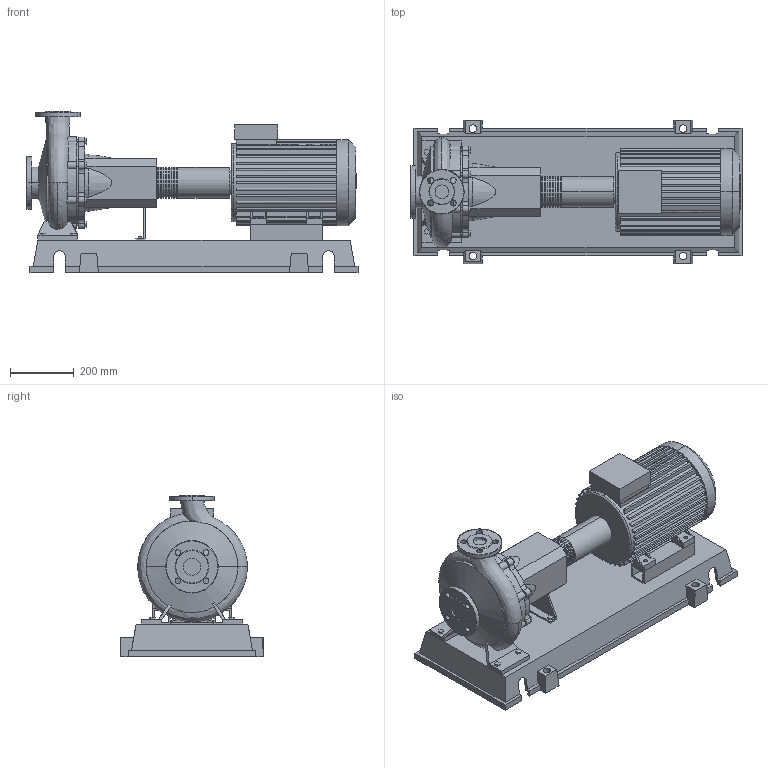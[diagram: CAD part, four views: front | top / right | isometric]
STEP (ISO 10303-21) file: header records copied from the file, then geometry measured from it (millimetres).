
FILE_DESCRIPTION((''),'2;1');
FILE_NAME('3d_NL32_250-7.5-2-12-4108933.stp','2015-03-02T14:58:11',(''),(''),'Mechanical Desktop 2009','Mechanical Desktop 2009',', , ');
FILE_SCHEMA(('CONFIG_CONTROL_DESIGN'));
Length unit declared in the file: millimetre
Products named in the file (1): Product
Bounding box: 1042.5 x 450 x 508 mm (x, y, z)
Volume: 46258814.1 mm3; surface area: 3090674.1 mm2
Topology: 13 solids, 13 shells, 851 faces, 2262 edges, 1493 vertices
Faces by surface type: plane 436, cylinder 211, bspline 182, cone 12, torus 10
Entity records: 30615 total; most frequent: CARTESIAN_POINT 9439, ORIENTED_EDGE 4526, DIRECTION 4159, EDGE_CURVE 2263, VERTEX_POINT 1492, VECTOR 1447, LINE 1447, AXIS2_PLACEMENT_3D 1356
